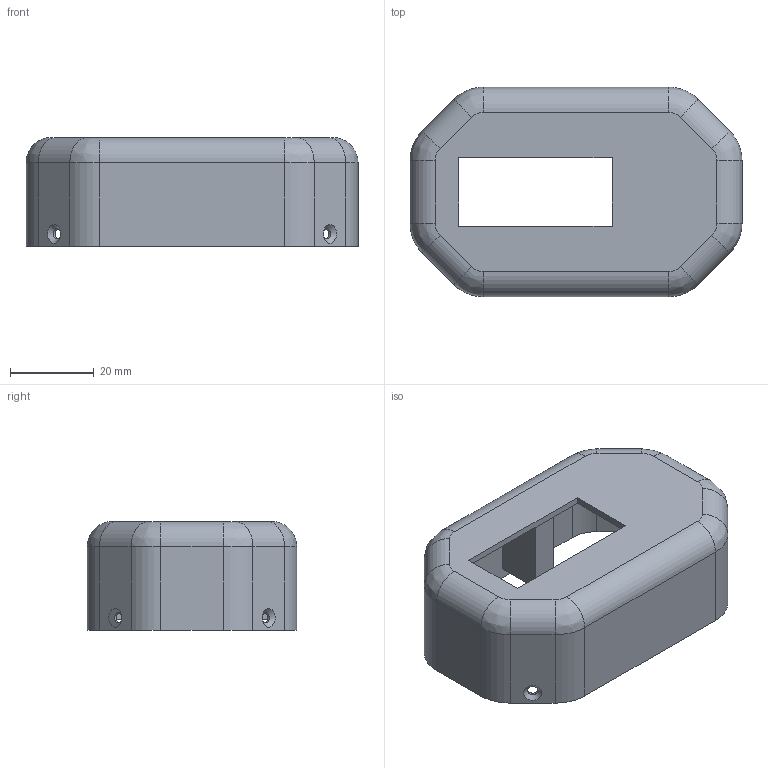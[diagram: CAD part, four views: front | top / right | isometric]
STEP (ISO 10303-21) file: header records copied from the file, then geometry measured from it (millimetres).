
FILE_DESCRIPTION(/* description */ (''),/* implementation_level */ '2;1');
FILE_NAME(/* name */ 'FrontMain_M5StickV.step',/* time_stamp */ '2020-04-29T18:11:52+09:00',/* author */ (''),/* organization */ (''),/* preprocessor_version */ 'ST-DEVELOPER v18.1',/* originating_system */ 'Autodesk Translation Framework v9.2.0.1227',/* authorisation */ '');
FILE_SCHEMA (('AUTOMOTIVE_DESIGN { 1 0 10303 214 3 1 1 }'));
Length unit declared in the file: millimetre
Products named in the file (1): FrontMain
Bounding box: 79.2 x 50 x 26 mm (x, y, z)
Volume: 15559.8 mm3; surface area: 17446.8 mm2
Topology: 1 solids, 1 shells, 112 faces, 288 edges, 180 vertices
Faces by surface type: plane 50, cylinder 42, bspline 16, cone 4
Full cylindrical faces by diameter (mm): 1.8 x2, 2.4 x4
Entity records: 3509 total; most frequent: CARTESIAN_POINT 709, DIRECTION 590, ORIENTED_EDGE 576, EDGE_CURVE 288, AXIS2_PLACEMENT_3D 205, LINE 180, VECTOR 180, VERTEX_POINT 180
